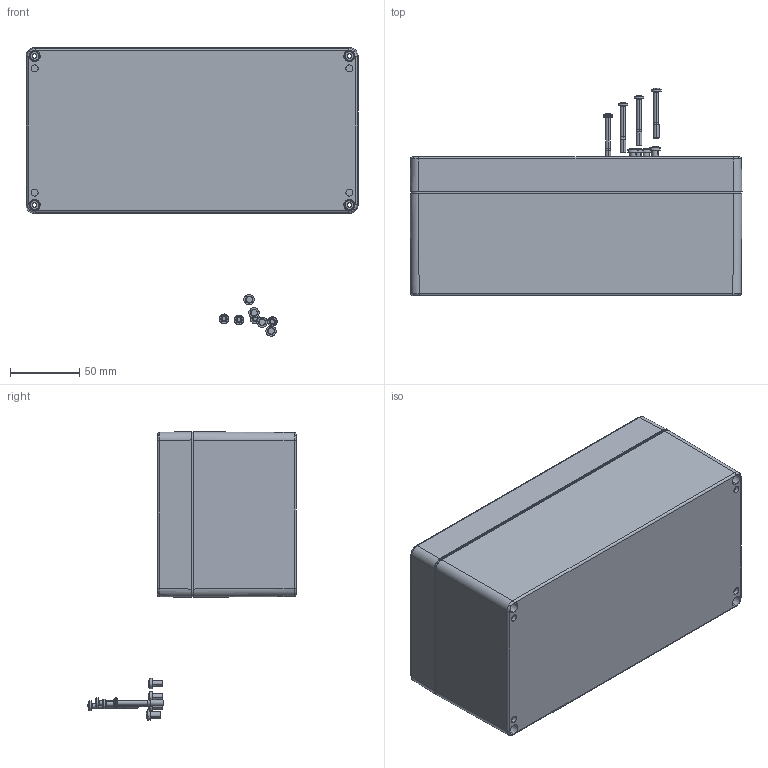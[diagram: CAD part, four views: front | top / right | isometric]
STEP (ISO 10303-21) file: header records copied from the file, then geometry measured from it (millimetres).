
FILE_DESCRIPTION (( 'STEP AP214' ), '1' );
FILE_NAME ('03122410.STEP', '2008-10-01T11:18:11', ( ' ' ), ( '' ), 'SwSTEP 2.0', 'SolidWorks 2008', '' );
FILE_SCHEMA (( 'AUTOMOTIVE_DESIGN' ));
Length unit declared in the file: millimetre
Products named in the file (9): 03122410; 31090-Einpressbuchse_Standard; 31085_Standard; 51007_Standard; 82002_Standard; 32085_Standard; 93214_WN1442 D4,5x7,8; 5200.011.0_Standard
Assembly tree (17 placements, depth 3):
  03122410
    82002_Standard
    31085_Standard
      31090-Einpressbuchse_Standard  x4
      31085_Standard
    32085_Standard
    51007_Standard
      93214_WN1442 D4,5x7,8  x4
      5200.011.0_Standard  x4
Bounding box: 240.5 x 150.77 x 209.08 mm (x, y, z)
Volume: 432413.8 mm3; surface area: 278199.4 mm2
Topology: 15 solids, 15 shells, 1392 faces, 3390 edges, 2076 vertices
Faces by surface type: plane 563, bspline 238, cylinder 223, cone 212, torus 148, sphere 8
Entity records: 38976 total; most frequent: CARTESIAN_POINT 17728, ORIENTED_EDGE 4608, DIRECTION 4110, EDGE_CURVE 2304, AXIS2_PLACEMENT_3D 1590, VERTEX_POINT 1386, EDGE_LOOP 1052, ADVANCED_FACE 978
